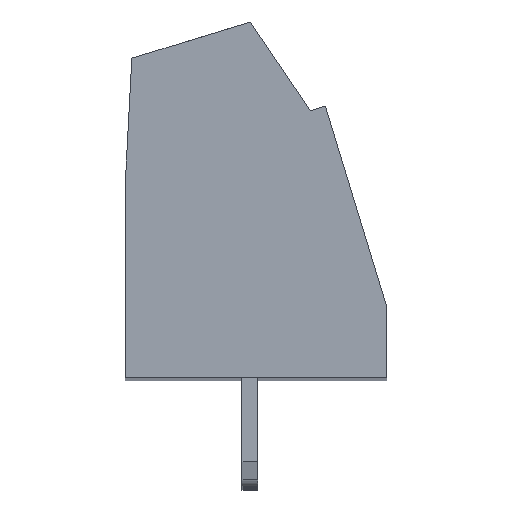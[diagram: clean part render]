
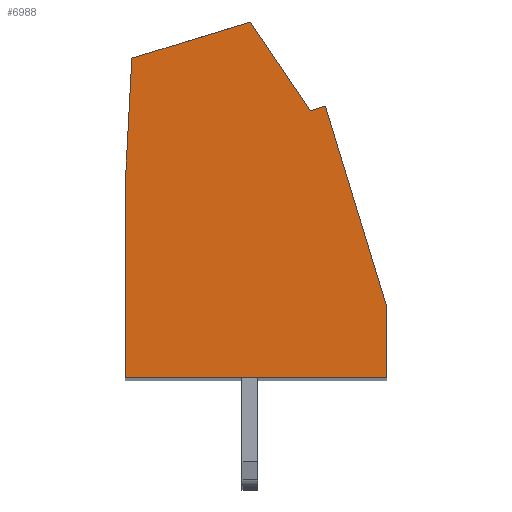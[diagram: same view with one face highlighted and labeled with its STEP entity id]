
A CAD part, top view. The second image highlights one B-rep face of the part: STEP entity #6988.
In plain terms, the highlighted planar face has unit normal (0, 0, 1).
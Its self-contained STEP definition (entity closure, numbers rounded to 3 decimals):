
#833=DIRECTION('',(-0.292,0.956,0.));
#834=VECTOR('',#833,6.75);
#835=CARTESIAN_POINT('',(4.2,-5.45,1.75));
#836=LINE('',#835,#834);
#837=DIRECTION('',(0.,1.,0.));
#838=VECTOR('',#837,2.25);
#839=CARTESIAN_POINT('',(4.2,-7.7,1.75));
#840=LINE('',#839,#838);
#841=DIRECTION('',(1.,0.,0.));
#842=VECTOR('',#841,8.4);
#843=CARTESIAN_POINT('',(-4.2,-7.7,1.75));
#844=LINE('',#843,#842);
#845=DIRECTION('',(0.,-1.,0.));
#846=VECTOR('',#845,6.071);
#847=CARTESIAN_POINT('',(-4.2,-1.629,1.75));
#848=LINE('',#847,#846);
#849=DIRECTION('',(-0.052,-0.999,0.));
#850=VECTOR('',#849,4.172);
#851=CARTESIAN_POINT('',(-3.982,2.537,1.75));
#852=LINE('',#851,#850);
#853=DIRECTION('',(-0.956,-0.292,0.));
#854=VECTOR('',#853,3.978);
#855=CARTESIAN_POINT('',(-0.177,3.7,1.75));
#856=LINE('',#855,#854);
#857=DIRECTION('',(-0.559,0.829,0.));
#858=VECTOR('',#857,3.43);
#859=CARTESIAN_POINT('',(1.741,0.857,1.75));
#860=LINE('',#859,#858);
#861=DIRECTION('',(-0.956,-0.292,0.));
#862=VECTOR('',#861,0.508);
#863=CARTESIAN_POINT('',(2.226,1.005,1.75));
#864=LINE('',#863,#862);
#4913=CARTESIAN_POINT('',(4.2,-5.45,1.75));
#4914=CARTESIAN_POINT('',(2.226,1.005,1.75));
#4915=VERTEX_POINT('',#4913);
#4916=VERTEX_POINT('',#4914);
#4917=CARTESIAN_POINT('',(1.741,0.857,1.75));
#4918=VERTEX_POINT('',#4917);
#4919=CARTESIAN_POINT('',(-0.177,3.7,1.75));
#4920=VERTEX_POINT('',#4919);
#4921=CARTESIAN_POINT('',(-3.982,2.537,1.75));
#4922=VERTEX_POINT('',#4921);
#4923=CARTESIAN_POINT('',(-4.2,-1.629,1.75));
#4924=VERTEX_POINT('',#4923);
#4925=CARTESIAN_POINT('',(-4.2,-7.7,1.75));
#4926=VERTEX_POINT('',#4925);
#4927=CARTESIAN_POINT('',(4.2,-7.7,1.75));
#4928=VERTEX_POINT('',#4927);
#6973=CARTESIAN_POINT('',(0.,0.,1.75));
#6974=DIRECTION('',(0.,0.,1.));
#6975=DIRECTION('',(1.,0.,0.));
#6976=AXIS2_PLACEMENT_3D('',#6973,#6974,#6975);
#6977=PLANE('',#6976);
#6978=ORIENTED_EDGE('',*,*,#6401,.F.);
#6979=ORIENTED_EDGE('',*,*,#6596,.F.);
#6980=ORIENTED_EDGE('',*,*,#6610,.F.);
#6981=ORIENTED_EDGE('',*,*,#6804,.F.);
#6982=ORIENTED_EDGE('',*,*,#6818,.F.);
#6983=ORIENTED_EDGE('',*,*,#6832,.F.);
#6984=ORIENTED_EDGE('',*,*,#6954,.F.);
#6985=ORIENTED_EDGE('',*,*,#6967,.F.);
#6986=EDGE_LOOP('',(#6978,#6979,#6980,#6981,#6982,#6983,#6984,#6985));
#6987=FACE_OUTER_BOUND('',#6986,.F.);
#6401=EDGE_CURVE('',#4915,#4916,#836,.T.);
#6596=EDGE_CURVE('',#4928,#4915,#840,.T.);
#6610=EDGE_CURVE('',#4926,#4928,#844,.T.);
#6804=EDGE_CURVE('',#4924,#4926,#848,.T.);
#6818=EDGE_CURVE('',#4922,#4924,#852,.T.);
#6832=EDGE_CURVE('',#4920,#4922,#856,.T.);
#6954=EDGE_CURVE('',#4918,#4920,#860,.T.);
#6967=EDGE_CURVE('',#4916,#4918,#864,.T.);
#6988=ADVANCED_FACE('',(#6987),#6977,.T.);
